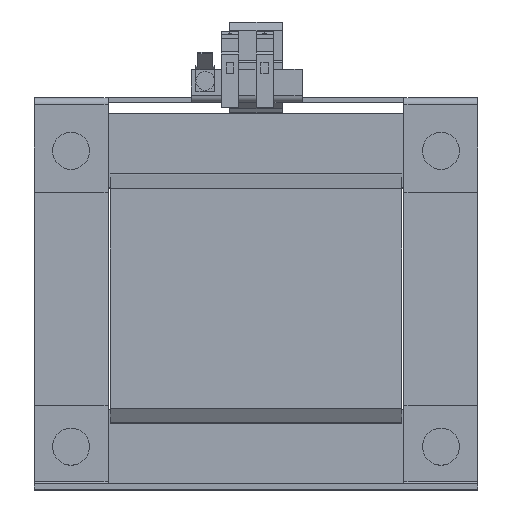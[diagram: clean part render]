
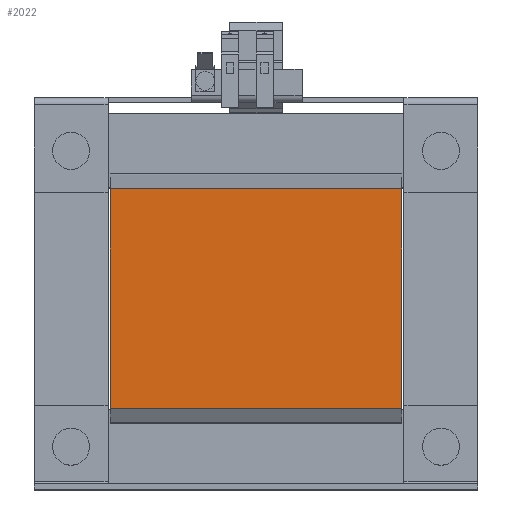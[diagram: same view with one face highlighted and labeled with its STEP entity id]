
A CAD part, top view. The second image highlights one B-rep face of the part: STEP entity #2022.
In plain terms, the highlighted planar face has unit normal (0, 0, 1).
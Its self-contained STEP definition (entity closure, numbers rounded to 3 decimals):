
#144 = VERTEX_POINT ( 'NONE', #9495 ) ;
#223 = CARTESIAN_POINT ( 'NONE',  ( 63., -47.5, 77. ) ) ;
#702 = EDGE_CURVE ( 'NONE', #1023, #10375, #8029, .T. ) ;
#808 = AXIS2_PLACEMENT_3D ( 'NONE', #1464, #8334, #10090 ) ;
#867 = VECTOR ( 'NONE', #6264, 1000. ) ;
#1023 = VERTEX_POINT ( 'NONE', #4799 ) ;
#1464 = CARTESIAN_POINT ( 'NONE',  ( 63., -47.5, 77. ) ) ;
#1788 = EDGE_CURVE ( 'NONE', #144, #10064, #3175, .T. ) ;
#2022 = ADVANCED_FACE ( 'NONE', ( #3987 ), #6661, .F. ) ;
#2229 = VECTOR ( 'NONE', #6365, 1000. ) ;
#3102 = VECTOR ( 'NONE', #7887, 1000. ) ;
#3175 = LINE ( 'NONE', #223, #867 ) ;
#3414 = CARTESIAN_POINT ( 'NONE',  ( 63., 47.5, 77. ) ) ;
#3743 = CARTESIAN_POINT ( 'NONE',  ( 63., -46., 77. ) ) ;
#3987 = FACE_OUTER_BOUND ( 'NONE', #9267, .T. ) ;
#4799 = CARTESIAN_POINT ( 'NONE',  ( 63., 47.5, 77. ) ) ;
#5504 = VECTOR ( 'NONE', #9398, 1000. ) ;
#5722 = ORIENTED_EDGE ( 'NONE', *, *, #9833, .T. ) ;
#6264 = DIRECTION ( 'NONE',  ( -1., 0., 0. ) ) ;
#6365 = DIRECTION ( 'NONE',  ( 0., -1., 0. ) ) ;
#6661 = PLANE ( 'NONE',  #808 ) ;
#6726 = EDGE_CURVE ( 'NONE', #1023, #144, #7401, .T. ) ;
#7329 = LINE ( 'NONE', #10593, #2229 ) ;
#7401 = LINE ( 'NONE', #3743, #3102 ) ;
#7887 = DIRECTION ( 'NONE',  ( 0., -1., 0. ) ) ;
#8029 = LINE ( 'NONE', #3414, #5504 ) ;
#8271 = ORIENTED_EDGE ( 'NONE', *, *, #1788, .F. ) ;
#8334 = DIRECTION ( 'NONE',  ( 0., 0., -1. ) ) ;
#8506 = CARTESIAN_POINT ( 'NONE',  ( -63., 47.5, 77. ) ) ;
#8851 = ORIENTED_EDGE ( 'NONE', *, *, #702, .T. ) ;
#8857 = CARTESIAN_POINT ( 'NONE',  ( -63., -47.5, 77. ) ) ;
#9267 = EDGE_LOOP ( 'NONE', ( #5722, #8271, #10880, #8851 ) ) ;
#9398 = DIRECTION ( 'NONE',  ( -1., 0., 0. ) ) ;
#9495 = CARTESIAN_POINT ( 'NONE',  ( 63., -47.5, 77. ) ) ;
#9833 = EDGE_CURVE ( 'NONE', #10375, #10064, #7329, .T. ) ;
#10064 = VERTEX_POINT ( 'NONE', #8857 ) ;
#10090 = DIRECTION ( 'NONE',  ( 0., 1., 0. ) ) ;
#10375 = VERTEX_POINT ( 'NONE', #8506 ) ;
#10593 = CARTESIAN_POINT ( 'NONE',  ( -63., -47.5, 77. ) ) ;
#10880 = ORIENTED_EDGE ( 'NONE', *, *, #6726, .F. ) ;
